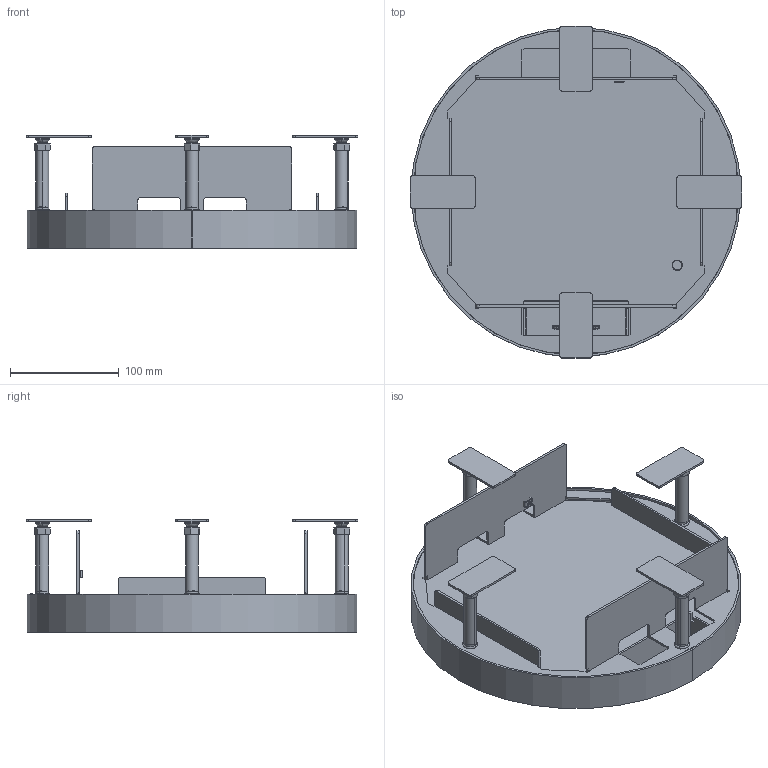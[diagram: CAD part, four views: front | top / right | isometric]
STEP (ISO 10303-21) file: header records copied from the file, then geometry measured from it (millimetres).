
FILE_DESCRIPTION((''),'2;1');
FILE_NAME('7409278_ASM','2015-07-07T',('AndreasKeweloh'),(''),'CREO PARAMETRIC BY PTC INC, 2015080','CREO PARAMETRIC BY PTC INC, 2015080','');
FILE_SCHEMA(('CONFIG_CONTROL_DESIGN'));
Length unit declared in the file: millimetre
Products named in the file (17): 039499_40675BB_3; 039504_1; SCHNURAUSLASS_KASSETTE_RUND__AS_ASM; 039503_43835EC_H_HE__20_MM_2; 039501_43849ED_H_25_MM__2; 039502_RKSR9_2; RUNDE_R9_KASSETTEN_OBERTEIL__SC_ASM; RUNDE_KASSETTE_R9_AU_ENRING_MIT; 041219_2; 041819_L__70_MM_1; 35100012_1; 044299_STELLFU__GERADE_ASM_2_ASM; 43836AA_KOPIE_43836AA_MIT_NIVEL; 60101B_KOPIE_1; 42389C_BLINDNIET_GEK_RZT__EINBA; KASSETTENUNTERTEIL_R9_F_R_SCHNU_ASM; 7409278_ASM
Assembly tree (22 placements, depth 4):
  7409278_ASM
    RUNDE_R9_KASSETTEN_OBERTEIL__SC_ASM
      SCHNURAUSLASS_KASSETTE_RUND__AS_ASM
        039499_40675BB_3
        039504_1
      039503_43835EC_H_HE__20_MM_2
      039501_43849ED_H_25_MM__2
      039502_RKSR9_2
    KASSETTENUNTERTEIL_R9_F_R_SCHNU_ASM
      RUNDE_KASSETTE_R9_AU_ENRING_MIT
      044299_STELLFU__GERADE_ASM_2_ASM  x4
        041219_2
        041819_L__70_MM_1
        35100012_1
      43836AA_KOPIE_43836AA_MIT_NIVEL
      60101B_KOPIE_1
      42389C_BLINDNIET_GEK_RZT__EINBA  x4
Bounding box: 306 x 306 x 104.25 mm (x, y, z)
Volume: 526246.8 mm3; surface area: 414359 mm2
Topology: 24 solids, 24 shells, 535 faces, 1298 edges, 803 vertices
Faces by surface type: plane 249, cylinder 162, cone 80, torus 32, sphere 8, bspline 4
Entity records: 10729 total; most frequent: CARTESIAN_POINT 2100, DIRECTION 1827, ORIENTED_EDGE 1698, EDGE_CURVE 849, AXIS2_PLACEMENT_3D 627, VECTOR 573, LINE 573, VERTEX_POINT 539
